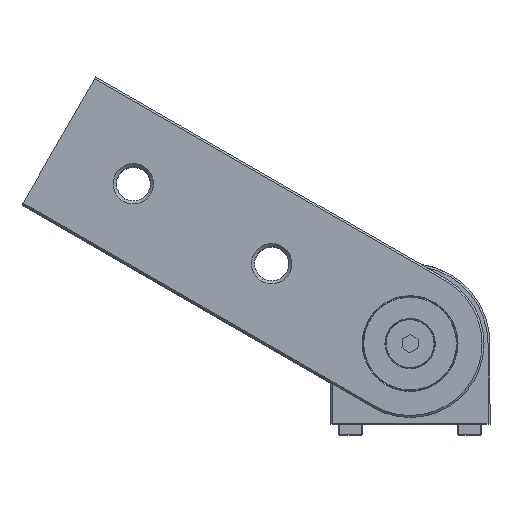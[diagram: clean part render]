
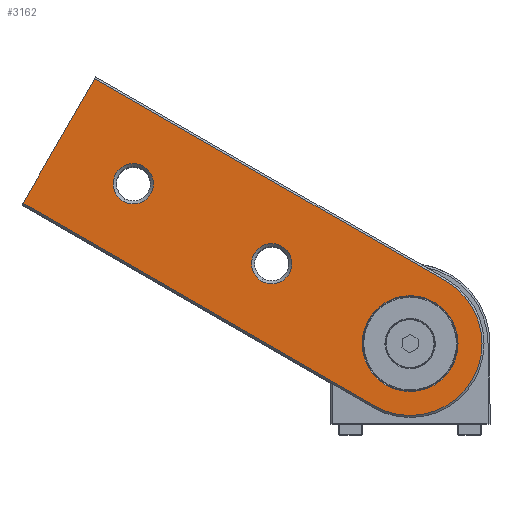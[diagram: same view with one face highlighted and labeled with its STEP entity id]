
A CAD part, top view. The second image highlights one B-rep face of the part: STEP entity #3162.
In plain terms, the highlighted planar face has unit normal (0, 0, 1).
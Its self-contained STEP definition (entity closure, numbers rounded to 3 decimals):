
#312 = CARTESIAN_POINT ( 'NONE',  ( 9., 35.588, 25.751 ) ) ;
#367 = ORIENTED_EDGE ( 'NONE', *, *, #6018, .T. ) ;
#510 = DIRECTION ( 'NONE',  ( -0.5, -0.866, 0. ) ) ;
#807 = ORIENTED_EDGE ( 'NONE', *, *, #18379, .T. ) ;
#878 = CARTESIAN_POINT ( 'NONE',  ( -34.641, 40., 25.751 ) ) ;
#1016 = VERTEX_POINT ( 'NONE', #312 ) ;
#1449 = CARTESIAN_POINT ( 'NONE',  ( -66.757, 64.373, 25.751 ) ) ;
#1460 = CARTESIAN_POINT ( 'NONE',  ( -34.641, 40., 25.751 ) ) ;
#1724 = EDGE_CURVE ( 'NONE', #13590, #20718, #4837, .T. ) ;
#2162 = CARTESIAN_POINT ( 'NONE',  ( -9., 4.412, 25.751 ) ) ;
#2246 = CARTESIAN_POINT ( 'NONE',  ( -96.902, 55.162, 25.751 ) ) ;
#2371 = ORIENTED_EDGE ( 'NONE', *, *, #5154, .F. ) ;
#2579 = EDGE_CURVE ( 'NONE', #4031, #22360, #24198, .T. ) ;
#2610 = CARTESIAN_POINT ( 'NONE',  ( -78.902, 86.338, 25.751 ) ) ;
#2829 = EDGE_CURVE ( 'NONE', #24933, #7389, #16125, .T. ) ;
#3162 = ADVANCED_FACE ( 'NONE', ( #12091, #23539, #12362, #3628 ), #21101, .T. ) ;
#3628 = FACE_OUTER_BOUND ( 'NONE', #9157, .T. ) ;
#3776 = DIRECTION ( 'NONE',  ( 0.866, -0.5, 0. ) ) ;
#4031 = VERTEX_POINT ( 'NONE', #2246 ) ;
#4837 = CIRCLE ( 'NONE', #6110, 12. ) ;
#4972 = VERTEX_POINT ( 'NONE', #1449 ) ;
#5030 = AXIS2_PLACEMENT_3D ( 'NONE', #9257, #20735, #7344 ) ;
#5154 = EDGE_CURVE ( 'NONE', #7389, #24933, #19064, .T. ) ;
#5219 = DIRECTION ( 'NONE',  ( 0., 0., 1. ) ) ;
#5397 = DIRECTION ( 'NONE',  ( 0., 0., 1. ) ) ;
#5500 = CIRCLE ( 'NONE', #10829, 18. ) ;
#6018 = EDGE_CURVE ( 'NONE', #23051, #4031, #11280, .T. ) ;
#6110 = AXIS2_PLACEMENT_3D ( 'NONE', #7765, #21184, #17315 ) ;
#6984 = DIRECTION ( 'NONE',  ( 0., 0., -1. ) ) ;
#7344 = DIRECTION ( 'NONE',  ( -0.5, -0.866, 0. ) ) ;
#7389 = VERTEX_POINT ( 'NONE', #19039 ) ;
#7467 = VERTEX_POINT ( 'NONE', #24736 ) ;
#7742 = AXIS2_PLACEMENT_3D ( 'NONE', #23341, #14054, #8267 ) ;
#7765 = CARTESIAN_POINT ( 'NONE',  ( 0., 20., 25.751 ) ) ;
#8267 = DIRECTION ( 'NONE',  ( -0.5, -0.866, 0. ) ) ;
#9157 = EDGE_LOOP ( 'NONE', ( #367, #17892, #13831, #11541 ) ) ;
#9257 = CARTESIAN_POINT ( 'NONE',  ( 0., 20., 25.751 ) ) ;
#10829 = AXIS2_PLACEMENT_3D ( 'NONE', #18823, #5397, #16907 ) ;
#11076 = AXIS2_PLACEMENT_3D ( 'NONE', #1460, #5219, #17807 ) ;
#11280 = LINE ( 'NONE', #21502, #14661 ) ;
#11352 = ORIENTED_EDGE ( 'NONE', *, *, #2829, .F. ) ;
#11541 = ORIENTED_EDGE ( 'NONE', *, *, #16688, .T. ) ;
#12072 = DIRECTION ( 'NONE',  ( 0., 0., 1. ) ) ;
#12091 = FACE_BOUND ( 'NONE', #12663, .T. ) ;
#12180 = LINE ( 'NONE', #22249, #22449 ) ;
#12326 = AXIS2_PLACEMENT_3D ( 'NONE', #23619, #12072, #510 ) ;
#12362 = FACE_BOUND ( 'NONE', #20224, .T. ) ;
#12431 = DIRECTION ( 'NONE',  ( 0., 0., 1. ) ) ;
#12663 = EDGE_LOOP ( 'NONE', ( #20829, #23721 ) ) ;
#13581 = EDGE_CURVE ( 'NONE', #22360, #1016, #5500, .T. ) ;
#13590 = VERTEX_POINT ( 'NONE', #22832 ) ;
#13704 = CIRCLE ( 'NONE', #5030, 12. ) ;
#13769 = DIRECTION ( 'NONE',  ( -0.5, -0.866, 0. ) ) ;
#13831 = ORIENTED_EDGE ( 'NONE', *, *, #13581, .T. ) ;
#14054 = DIRECTION ( 'NONE',  ( 0., 0., -1. ) ) ;
#14207 = AXIS2_PLACEMENT_3D ( 'NONE', #14685, #6984, #20369 ) ;
#14661 = VECTOR ( 'NONE', #13769, 1000. ) ;
#14685 = CARTESIAN_POINT ( 'NONE',  ( -69.282, 60., 25.751 ) ) ;
#15101 = CIRCLE ( 'NONE', #14207, 5.05 ) ;
#15241 = ORIENTED_EDGE ( 'NONE', *, *, #17434, .T. ) ;
#15281 = CARTESIAN_POINT ( 'NONE',  ( -44.846, 25.107, 25.751 ) ) ;
#16125 = CIRCLE ( 'NONE', #11076, 5.05 ) ;
#16580 = EDGE_CURVE ( 'NONE', #20718, #13590, #13704, .T. ) ;
#16688 = EDGE_CURVE ( 'NONE', #1016, #23051, #12180, .T. ) ;
#16907 = DIRECTION ( 'NONE',  ( 0.5, 0.866, 0. ) ) ;
#17315 = DIRECTION ( 'NONE',  ( -0.5, -0.866, 0. ) ) ;
#17434 = EDGE_CURVE ( 'NONE', #4972, #7467, #15101, .T. ) ;
#17807 = DIRECTION ( 'NONE',  ( -0.5, -0.866, 0. ) ) ;
#17892 = ORIENTED_EDGE ( 'NONE', *, *, #2579, .T. ) ;
#18379 = EDGE_CURVE ( 'NONE', #7467, #4972, #21318, .T. ) ;
#18823 = CARTESIAN_POINT ( 'NONE',  ( 0., 20., 25.751 ) ) ;
#19039 = CARTESIAN_POINT ( 'NONE',  ( -37.166, 35.627, 25.751 ) ) ;
#19064 = CIRCLE ( 'NONE', #24638, 5.05 ) ;
#19180 = CARTESIAN_POINT ( 'NONE',  ( 6., 30.392, 25.751 ) ) ;
#19982 = CARTESIAN_POINT ( 'NONE',  ( -32.116, 44.373, 25.751 ) ) ;
#20224 = EDGE_LOOP ( 'NONE', ( #807, #15241 ) ) ;
#20369 = DIRECTION ( 'NONE',  ( -0.5, -0.866, 0. ) ) ;
#20643 = EDGE_LOOP ( 'NONE', ( #2371, #11352 ) ) ;
#20718 = VERTEX_POINT ( 'NONE', #19180 ) ;
#20735 = DIRECTION ( 'NONE',  ( 0., 0., -1. ) ) ;
#20829 = ORIENTED_EDGE ( 'NONE', *, *, #1724, .T. ) ;
#21101 = PLANE ( 'NONE',  #12326 ) ;
#21184 = DIRECTION ( 'NONE',  ( 0., 0., -1. ) ) ;
#21318 = CIRCLE ( 'NONE', #7742, 5.05 ) ;
#21502 = CARTESIAN_POINT ( 'NONE',  ( -87.902, 70.75, 25.751 ) ) ;
#22139 = DIRECTION ( 'NONE',  ( -0.866, 0.5, 0. ) ) ;
#22249 = CARTESIAN_POINT ( 'NONE',  ( -26.846, 56.284, 25.751 ) ) ;
#22360 = VERTEX_POINT ( 'NONE', #2162 ) ;
#22449 = VECTOR ( 'NONE', #22139, 1000. ) ;
#22832 = CARTESIAN_POINT ( 'NONE',  ( -6., 9.608, 25.751 ) ) ;
#23051 = VERTEX_POINT ( 'NONE', #2610 ) ;
#23278 = VECTOR ( 'NONE', #3776, 1000. ) ;
#23341 = CARTESIAN_POINT ( 'NONE',  ( -69.282, 60., 25.751 ) ) ;
#23539 = FACE_BOUND ( 'NONE', #20643, .T. ) ;
#23619 = CARTESIAN_POINT ( 'NONE',  ( -78.902, 86.338, 25.751 ) ) ;
#23721 = ORIENTED_EDGE ( 'NONE', *, *, #16580, .T. ) ;
#23998 = DIRECTION ( 'NONE',  ( -0.5, -0.866, 0. ) ) ;
#24198 = LINE ( 'NONE', #15281, #23278 ) ;
#24638 = AXIS2_PLACEMENT_3D ( 'NONE', #878, #12431, #23998 ) ;
#24736 = CARTESIAN_POINT ( 'NONE',  ( -71.807, 55.627, 25.751 ) ) ;
#24933 = VERTEX_POINT ( 'NONE', #19982 ) ;
